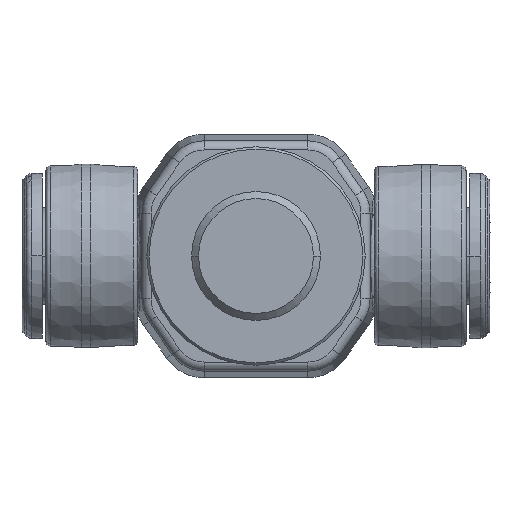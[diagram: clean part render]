
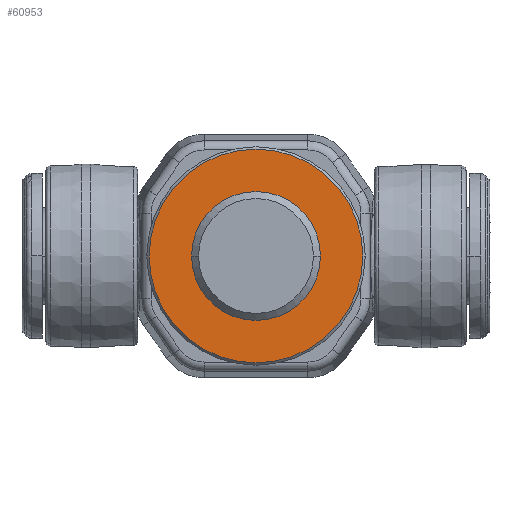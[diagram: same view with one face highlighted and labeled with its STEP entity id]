
A CAD part, front view. The second image highlights one B-rep face of the part: STEP entity #60953.
In plain terms, the highlighted planar face has unit normal (0, -1, 0).
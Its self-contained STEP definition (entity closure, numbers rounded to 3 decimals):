
#58537=CARTESIAN_POINT('',(0.,-10.,0.));
#58538=DIRECTION('',(0.,-1.,0.));
#58539=DIRECTION('',(1.,0.,0.));
#58540=AXIS2_PLACEMENT_3D('',#58537,#58538,#58539);
#58542=CARTESIAN_POINT('',(0.,-10.,0.));
#58543=DIRECTION('',(0.,-1.,0.));
#58544=DIRECTION('',(-1.,0.,0.));
#58545=AXIS2_PLACEMENT_3D('',#58542,#58543,#58544);
#58547=CARTESIAN_POINT('',(0.,-10.,0.));
#58548=DIRECTION('',(0.,1.,0.));
#58549=DIRECTION('',(-1.,0.,0.));
#58550=AXIS2_PLACEMENT_3D('',#58547,#58548,#58549);
#58561=CARTESIAN_POINT('',(0.,-10.,0.));
#58562=DIRECTION('',(0.,-1.,0.));
#58563=DIRECTION('',(-1.,0.,0.));
#58564=AXIS2_PLACEMENT_3D('',#58561,#58562,#58563);
#60280=CARTESIAN_POINT('',(46.5,-10.,0.));
#60281=CARTESIAN_POINT('',(-46.5,-10.,0.));
#60282=VERTEX_POINT('',#60280);
#60283=VERTEX_POINT('',#60281);
#60556=CARTESIAN_POINT('',(-28.,-10.,0.));
#60557=CARTESIAN_POINT('',(28.,-10.,0.));
#60558=VERTEX_POINT('',#60556);
#60559=VERTEX_POINT('',#60557);
#60937=CARTESIAN_POINT('',(0.,-10.,0.));
#60938=DIRECTION('',(0.,1.,0.));
#60939=DIRECTION('',(1.,0.,0.));
#60940=AXIS2_PLACEMENT_3D('',#60937,#60938,#60939);
#60941=PLANE('68',#60940);
#60942=ORIENTED_EDGE('184',*,*,#60927,.F.);
#60944=ORIENTED_EDGE('186',*,*,#60943,.F.);
#60945=EDGE_LOOP('68',(#60942,#60944));
#60946=FACE_OUTER_BOUND('68',#60945,.F.);
#60948=ORIENTED_EDGE('3862',*,*,#60947,.F.);
#60950=ORIENTED_EDGE('3888',*,*,#60949,.T.);
#60951=EDGE_LOOP('68',(#60948,#60950));
#60952=FACE_BOUND('68',#60951,.F.);
#58541=CIRCLE('184',#58540,46.5);
#58546=CIRCLE('186',#58545,46.5);
#58551=CIRCLE('3862',#58550,28.);
#58565=CIRCLE('3888',#58564,28.);
#60927=EDGE_CURVE('184',#60282,#60283,#58541,.T.);
#60943=EDGE_CURVE('186',#60283,#60282,#58546,.T.);
#60947=EDGE_CURVE('3862',#60558,#60559,#58551,.T.);
#60949=EDGE_CURVE('3888',#60558,#60559,#58565,.T.);
#60953=ADVANCED_FACE('68',(#60946,#60952),#60941,.F.);
